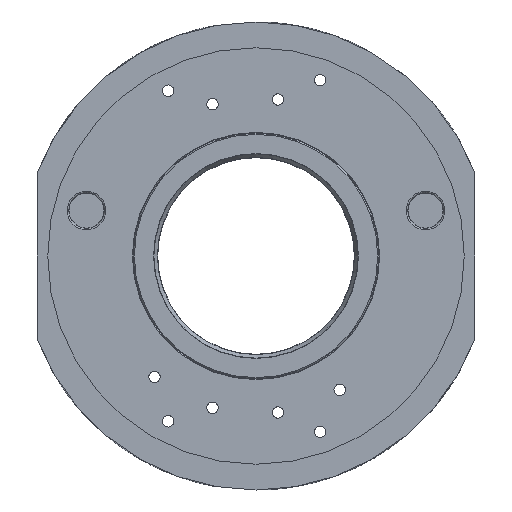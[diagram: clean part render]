
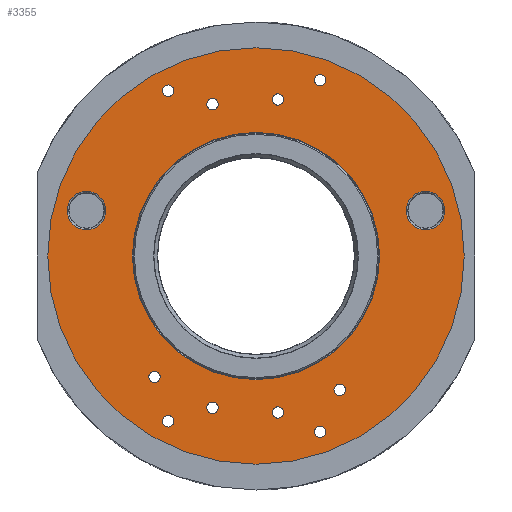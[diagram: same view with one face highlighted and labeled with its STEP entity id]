
A CAD part, front view. The second image highlights one B-rep face of the part: STEP entity #3355.
In plain terms, the highlighted planar face has unit normal (0, -1, 0).
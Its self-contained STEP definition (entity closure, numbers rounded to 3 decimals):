
#418=PLANE('',#3774);
#501=CIRCLE('',#3529,2.459);
#509=CIRCLE('',#3543,2.459);
#514=CIRCLE('',#3551,2.459);
#519=CIRCLE('',#3559,2.459);
#524=CIRCLE('',#3567,2.459);
#528=CIRCLE('',#3574,2.459);
#532=CIRCLE('',#3580,2.459);
#537=CIRCLE('',#3588,2.459);
#581=CIRCLE('',#3665,2.459);
#583=CIRCLE('',#3668,2.459);
#650=CIRCLE('',#3772,52.8);
#651=CIRCLE('',#3773,52.8);
#652=CIRCLE('',#3775,89.);
#653=CIRCLE('',#3776,8.202);
#654=CIRCLE('',#3777,8.202);
#808=VERTEX_POINT('',#4233);
#818=VERTEX_POINT('',#4362);
#823=VERTEX_POINT('',#4377);
#828=VERTEX_POINT('',#4392);
#833=VERTEX_POINT('',#4407);
#837=VERTEX_POINT('',#4421);
#841=VERTEX_POINT('',#4432);
#846=VERTEX_POINT('',#4447);
#904=VERTEX_POINT('',#5299);
#908=VERTEX_POINT('',#5409);
#958=VERTEX_POINT('',#5680);
#959=VERTEX_POINT('',#5682);
#960=VERTEX_POINT('',#5686);
#961=VERTEX_POINT('',#5688);
#962=VERTEX_POINT('',#5690);
#1431=EDGE_CURVE('',#808,#808,#501,.T.);
#1446=EDGE_CURVE('',#818,#818,#509,.T.);
#1453=EDGE_CURVE('',#823,#823,#514,.T.);
#1460=EDGE_CURVE('',#828,#828,#519,.T.);
#1467=EDGE_CURVE('',#833,#833,#524,.T.);
#1473=EDGE_CURVE('',#837,#837,#528,.T.);
#1479=EDGE_CURVE('',#841,#841,#532,.T.);
#1486=EDGE_CURVE('',#846,#846,#537,.T.);
#1572=EDGE_CURVE('',#904,#904,#581,.T.);
#1575=EDGE_CURVE('',#908,#908,#583,.T.);
#1660=EDGE_CURVE('',#959,#958,#650,.F.);
#1661=EDGE_CURVE('',#958,#959,#651,.F.);
#1662=EDGE_CURVE('',#960,#960,#652,.F.);
#1663=EDGE_CURVE('',#961,#961,#653,.T.);
#1664=EDGE_CURVE('',#962,#962,#654,.T.);
#2411=ORIENTED_EDGE('',*,*,#1660,.T.);
#2412=ORIENTED_EDGE('',*,*,#1661,.T.);
#2413=ORIENTED_EDGE('',*,*,#1446,.T.);
#2414=ORIENTED_EDGE('',*,*,#1453,.T.);
#2415=ORIENTED_EDGE('',*,*,#1460,.T.);
#2416=ORIENTED_EDGE('',*,*,#1467,.T.);
#2417=ORIENTED_EDGE('',*,*,#1473,.T.);
#2418=ORIENTED_EDGE('',*,*,#1479,.T.);
#2419=ORIENTED_EDGE('',*,*,#1486,.T.);
#2420=ORIENTED_EDGE('',*,*,#1575,.T.);
#2421=ORIENTED_EDGE('',*,*,#1572,.T.);
#2422=ORIENTED_EDGE('',*,*,#1431,.T.);
#2423=ORIENTED_EDGE('',*,*,#1662,.F.);
#2424=ORIENTED_EDGE('',*,*,#1663,.F.);
#2425=ORIENTED_EDGE('',*,*,#1664,.F.);
#2839=EDGE_LOOP('',(#2411,#2412));
#2840=EDGE_LOOP('',(#2413));
#2841=EDGE_LOOP('',(#2414));
#2842=EDGE_LOOP('',(#2415));
#2843=EDGE_LOOP('',(#2416));
#2844=EDGE_LOOP('',(#2417));
#2845=EDGE_LOOP('',(#2418));
#2846=EDGE_LOOP('',(#2419));
#2847=EDGE_LOOP('',(#2420));
#2848=EDGE_LOOP('',(#2421));
#2849=EDGE_LOOP('',(#2422));
#2850=EDGE_LOOP('',(#2423));
#2851=EDGE_LOOP('',(#2424));
#2852=EDGE_LOOP('',(#2425));
#3128=FACE_BOUND('',#2839,.T.);
#3129=FACE_BOUND('',#2840,.T.);
#3130=FACE_BOUND('',#2841,.T.);
#3131=FACE_BOUND('',#2842,.T.);
#3132=FACE_BOUND('',#2843,.T.);
#3133=FACE_BOUND('',#2844,.T.);
#3134=FACE_BOUND('',#2845,.T.);
#3135=FACE_BOUND('',#2846,.T.);
#3136=FACE_BOUND('',#2847,.T.);
#3137=FACE_BOUND('',#2848,.T.);
#3138=FACE_BOUND('',#2849,.T.);
#3139=FACE_BOUND('',#2850,.T.);
#3140=FACE_BOUND('',#2851,.T.);
#3141=FACE_BOUND('',#2852,.T.);
#3355=ADVANCED_FACE('',(#3128,#3129,#3130,#3131,#3132,#3133,#3134,#3135,
#3136,#3137,#3138,#3139,#3140,#3141),#418,.T.);
#3529=AXIS2_PLACEMENT_3D('',#4235,#6226,#6227);
#3543=AXIS2_PLACEMENT_3D('',#4364,#6258,#6259);
#3551=AXIS2_PLACEMENT_3D('',#4379,#6275,#6276);
#3559=AXIS2_PLACEMENT_3D('',#4394,#6292,#6293);
#3567=AXIS2_PLACEMENT_3D('',#4409,#6309,#6310);
#3574=AXIS2_PLACEMENT_3D('',#4422,#6324,#6325);
#3580=AXIS2_PLACEMENT_3D('',#4434,#6338,#6339);
#3588=AXIS2_PLACEMENT_3D('',#4449,#6355,#6356);
#3665=AXIS2_PLACEMENT_3D('',#5405,#6531,#6532);
#3668=AXIS2_PLACEMENT_3D('',#5411,#6538,#6539);
#3772=AXIS2_PLACEMENT_3D('',#5681,#6741,#6742);
#3773=AXIS2_PLACEMENT_3D('',#5683,#6743,#6744);
#3774=AXIS2_PLACEMENT_3D('',#5684,#6745,$);
#3775=AXIS2_PLACEMENT_3D('',#5685,#6746,#6747);
#3776=AXIS2_PLACEMENT_3D('',#5687,#6748,#6749);
#3777=AXIS2_PLACEMENT_3D('',#5689,#6750,#6751);
#4233=CARTESIAN_POINT('',(37.558,0.2,-73.094));
#4235=CARTESIAN_POINT('',(37.558,0.2,-70.636));
#4362=CARTESIAN_POINT('',(43.388,0.2,49.249));
#4364=CARTESIAN_POINT('',(43.388,0.2,51.708));
#4377=CARTESIAN_POINT('',(18.606,0.2,62.427));
#4379=CARTESIAN_POINT('',(18.606,0.2,64.885));
#4392=CARTESIAN_POINT('',(-9.394,0.2,64.385));
#4394=CARTESIAN_POINT('',(-9.394,0.2,66.843));
#4407=CARTESIAN_POINT('',(-35.77,0.2,54.785));
#4409=CARTESIAN_POINT('',(-35.77,0.2,57.243));
#4421=CARTESIAN_POINT('',(-9.394,0.2,-69.302));
#4422=CARTESIAN_POINT('',(-9.394,0.2,-66.843));
#4432=CARTESIAN_POINT('',(18.606,0.2,-67.344));
#4434=CARTESIAN_POINT('',(18.606,0.2,-64.885));
#4447=CARTESIAN_POINT('',(37.558,0.2,68.177));
#4449=CARTESIAN_POINT('',(37.558,0.2,70.636));
#5299=CARTESIAN_POINT('',(-27.362,0.2,-77.634));
#5405=CARTESIAN_POINT('',(-27.362,0.2,-75.175));
#5409=CARTESIAN_POINT('',(-27.362,0.2,72.717));
#5411=CARTESIAN_POINT('',(-27.362,0.2,75.175));
#5680=CARTESIAN_POINT('',(0.,0.2,-52.8));
#5681=CARTESIAN_POINT('',(0.,0.2,0.));
#5682=CARTESIAN_POINT('',(0.,0.2,52.8));
#5683=CARTESIAN_POINT('',(0.,0.2,0.));
#5684=CARTESIAN_POINT('',(-89.,0.2,0.));
#5685=CARTESIAN_POINT('',(0.,0.2,0.));
#5686=CARTESIAN_POINT('',(0.,0.2,89.));
#5687=CARTESIAN_POINT('',(-72.444,0.2,-19.411));
#5688=CARTESIAN_POINT('',(-72.444,0.2,-27.613));
#5689=CARTESIAN_POINT('',(72.444,0.2,-19.411));
#5690=CARTESIAN_POINT('',(72.444,0.2,-27.613));
#6226=DIRECTION('',(0.,1.,0.));
#6227=DIRECTION('',(0.,0.,-2.459));
#6258=DIRECTION('',(0.,1.,0.));
#6259=DIRECTION('',(0.,0.,-2.459));
#6275=DIRECTION('',(0.,1.,0.));
#6276=DIRECTION('',(0.,0.,-2.459));
#6292=DIRECTION('',(0.,1.,0.));
#6293=DIRECTION('',(0.,0.,-2.459));
#6309=DIRECTION('',(0.,1.,0.));
#6310=DIRECTION('',(0.,0.,-2.459));
#6324=DIRECTION('',(0.,1.,0.));
#6325=DIRECTION('',(0.,0.,-2.459));
#6338=DIRECTION('',(0.,1.,0.));
#6339=DIRECTION('',(0.,0.,-2.459));
#6355=DIRECTION('',(0.,1.,0.));
#6356=DIRECTION('',(0.,0.,-2.459));
#6531=DIRECTION('',(0.,1.,0.));
#6532=DIRECTION('',(0.,0.,-2.459));
#6538=DIRECTION('',(0.,1.,0.));
#6539=DIRECTION('',(0.,0.,-2.459));
#6741=DIRECTION('',(0.,-1.,0.));
#6742=DIRECTION('',(0.,0.,-52.8));
#6743=DIRECTION('',(0.,-1.,0.));
#6744=DIRECTION('',(0.,0.,-52.8));
#6745=DIRECTION('',(0.,-1.,0.));
#6746=DIRECTION('',(0.,-1.,0.));
#6747=DIRECTION('',(0.,0.,89.));
#6748=DIRECTION('',(0.,-1.,0.));
#6749=DIRECTION('',(0.,0.,-8.202));
#6750=DIRECTION('',(0.,-1.,0.));
#6751=DIRECTION('',(0.,0.,-8.202));
